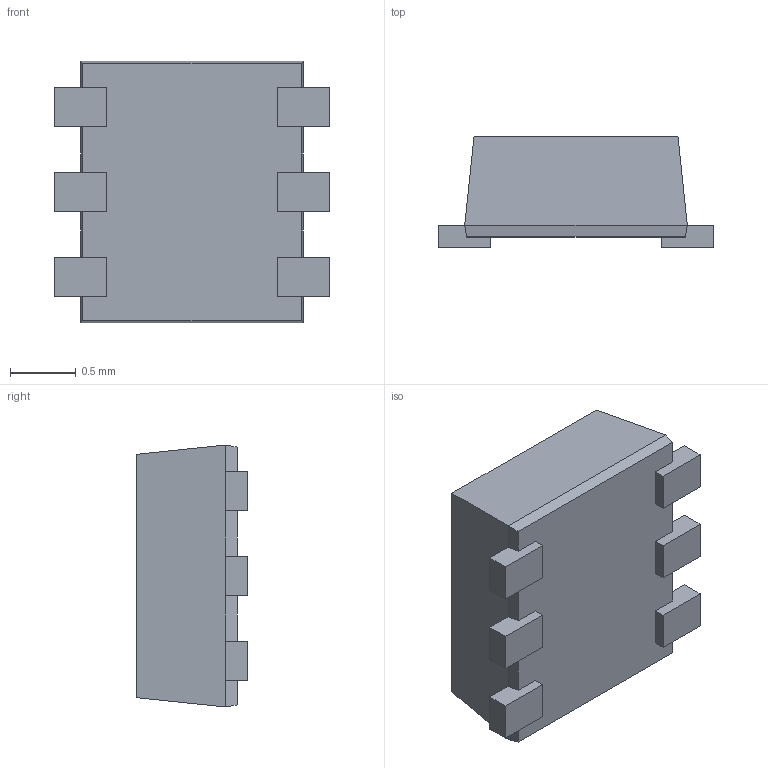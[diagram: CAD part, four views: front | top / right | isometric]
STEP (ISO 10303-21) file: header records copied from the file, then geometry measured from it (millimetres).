
FILE_DESCRIPTION (( 'STEP AP214' ), '1' );
FILE_NAME ('US6K4TR.STEP', '2024-06-28T09:30:19', ( '' ), ( '' ), 'SwSTEP 2.0', 'SolidWorks 2022', '' );
FILE_SCHEMA (( 'AUTOMOTIVE_DESIGN' ));
Length unit declared in the file: millimetre
Products named in the file (1): US6K4TR
Bounding box: 2.1 x 0.85 x 2 mm (x, y, z)
Volume: 2.5 mm3; surface area: 14.9 mm2
Topology: 8 solids, 8 shells, 83 faces, 182 edges, 116 vertices
Faces by surface type: plane 79, cylinder 4
Entity records: 2313 total; most frequent: CARTESIAN_POINT 382, ORIENTED_EDGE 364, DIRECTION 358, EDGE_CURVE 182, VECTOR 174, LINE 174, VERTEX_POINT 116, AXIS2_PLACEMENT_3D 92
